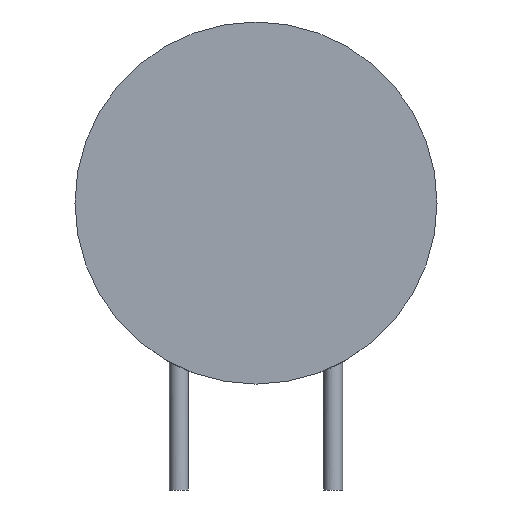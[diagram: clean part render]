
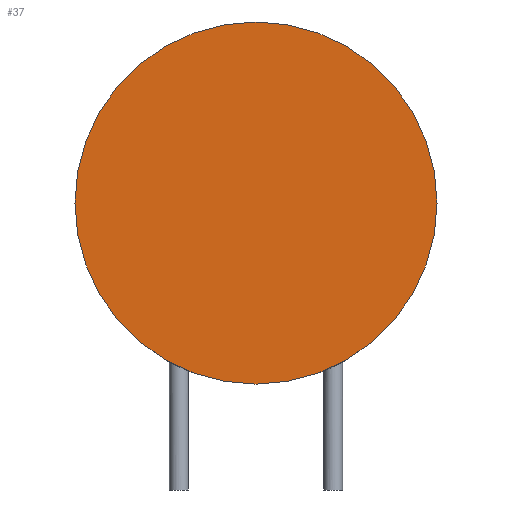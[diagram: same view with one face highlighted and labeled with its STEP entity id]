
A CAD part, front view. The second image highlights one B-rep face of the part: STEP entity #37.
In plain terms, the highlighted planar face has unit normal (0, -1, 0).
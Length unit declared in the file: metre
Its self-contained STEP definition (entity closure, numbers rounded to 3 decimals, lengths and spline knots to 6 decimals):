
#37 = ADVANCED_FACE( '', ( #71 ), #72, .T. );
#71 = FACE_OUTER_BOUND( '', #104, .T. );
#72 = PLANE( '', #105 );
#104 = EDGE_LOOP( '', ( #137 ) );
#105 = AXIS2_PLACEMENT_3D( '', #138, #139, #140 );
#137 = ORIENTED_EDGE( '', *, *, #168, .T. );
#138 = CARTESIAN_POINT( '', ( 0., -0.002795, 0.0125 ) );
#139 = DIRECTION( '', ( 0., -1., 0. ) );
#140 = DIRECTION( '', ( 1., 0., 0. ) );
#168 = EDGE_CURVE( '', #184, #184, #185, .T. );
#184 = VERTEX_POINT( '', #203 );
#185 = CIRCLE( '', #204, 0.00978 );
#203 = CARTESIAN_POINT( '', ( 0., -0.002795, 0.00272 ) );
#204 = AXIS2_PLACEMENT_3D( '', #261, #262, #263 );
#261 = CARTESIAN_POINT( '', ( 0., -0.002795, 0.0125 ) );
#262 = DIRECTION( '', ( 0., -1., 0. ) );
#263 = DIRECTION( '', ( 0., 0., -1. ) );
